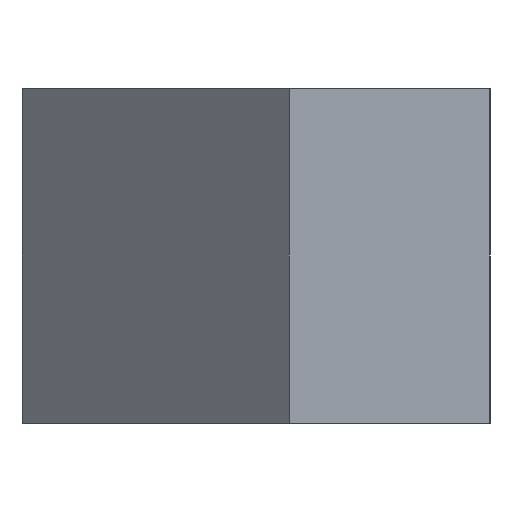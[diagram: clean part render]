
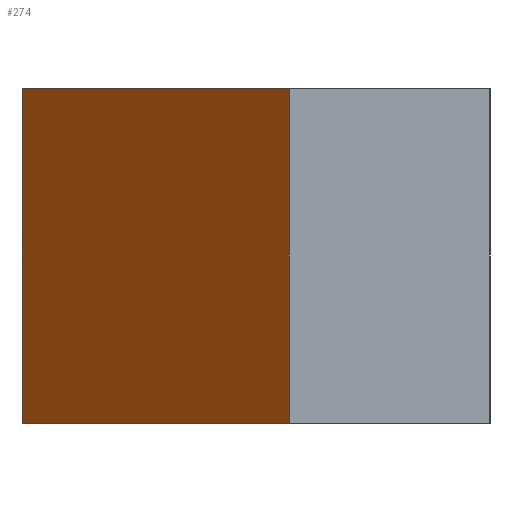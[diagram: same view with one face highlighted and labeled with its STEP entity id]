
A CAD part, left-side view. The second image highlights one B-rep face of the part: STEP entity #274.
In plain terms, the highlighted planar face has unit normal (-0.707, 0.707, 0).
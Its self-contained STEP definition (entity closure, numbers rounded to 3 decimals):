
#249 = VERTEX_POINT('',#250);
#250 = CARTESIAN_POINT('',(-16.,20.,5.));
#256 = EDGE_CURVE('',#257,#249,#259,.T.);
#257 = VERTEX_POINT('',#258);
#258 = CARTESIAN_POINT('',(-16.,20.,0.));
#259 = LINE('',#260,#261);
#260 = CARTESIAN_POINT('',(-16.,20.,0.));
#261 = VECTOR('',#262,1.);
#262 = DIRECTION('',(0.,0.,1.));
#274 = ADVANCED_FACE('',(#275),#300,.F.);
#275 = FACE_BOUND('',#276,.F.);
#276 = EDGE_LOOP('',(#277,#278,#286,#294));
#277 = ORIENTED_EDGE('',*,*,#256,.T.);
#278 = ORIENTED_EDGE('',*,*,#279,.T.);
#279 = EDGE_CURVE('',#249,#280,#282,.T.);
#280 = VERTEX_POINT('',#281);
#281 = CARTESIAN_POINT('',(-20.,16.,5.));
#282 = LINE('',#283,#284);
#283 = CARTESIAN_POINT('',(-16.,20.,5.));
#284 = VECTOR('',#285,1.);
#285 = DIRECTION('',(-0.707,-0.707,0.));
#286 = ORIENTED_EDGE('',*,*,#287,.F.);
#287 = EDGE_CURVE('',#288,#280,#290,.T.);
#288 = VERTEX_POINT('',#289);
#289 = CARTESIAN_POINT('',(-20.,16.,0.));
#290 = LINE('',#291,#292);
#291 = CARTESIAN_POINT('',(-20.,16.,0.));
#292 = VECTOR('',#293,1.);
#293 = DIRECTION('',(0.,0.,1.));
#294 = ORIENTED_EDGE('',*,*,#295,.F.);
#295 = EDGE_CURVE('',#257,#288,#296,.T.);
#296 = LINE('',#297,#298);
#297 = CARTESIAN_POINT('',(-16.,20.,0.));
#298 = VECTOR('',#299,1.);
#299 = DIRECTION('',(-0.707,-0.707,0.));
#300 = PLANE('',#301);
#301 = AXIS2_PLACEMENT_3D('',#302,#303,#304);
#302 = CARTESIAN_POINT('',(-16.,20.,0.));
#303 = DIRECTION('',(0.707,-0.707,0.));
#304 = DIRECTION('',(-0.707,-0.707,0.));
